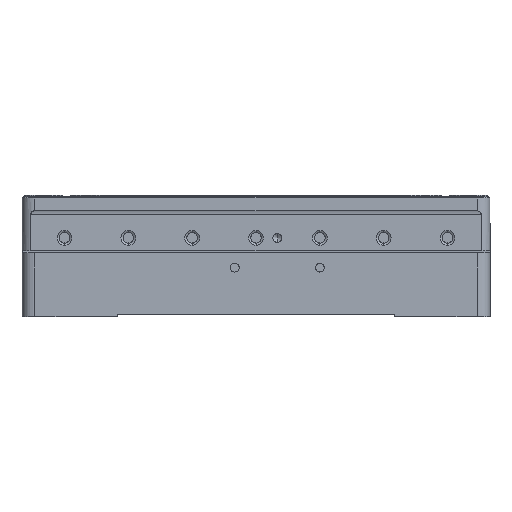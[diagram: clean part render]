
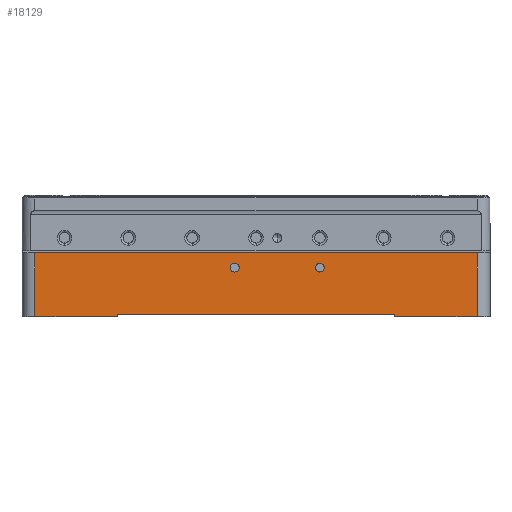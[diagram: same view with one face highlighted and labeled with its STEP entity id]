
A CAD part, front view. The second image highlights one B-rep face of the part: STEP entity #18129.
In plain terms, the highlighted planar face has unit normal (0, -1, 0).
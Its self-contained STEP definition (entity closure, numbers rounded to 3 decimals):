
#49 = EDGE_CURVE ( 'NONE', #26386, #25280, #25111, .T. ) ;
#72 = ORIENTED_EDGE ( 'NONE', *, *, #18410, .T. ) ;
#1218 = VERTEX_POINT ( 'NONE', #24005 ) ;
#1715 = VERTEX_POINT ( 'NONE', #13055 ) ;
#1747 = CARTESIAN_POINT ( 'NONE',  ( -5., -40., -3.5 ) ) ;
#2386 = CARTESIAN_POINT ( 'NONE',  ( -55., -40., 0. ) ) ;
#2719 = EDGE_CURVE ( 'NONE', #31700, #1218, #16888, .T. ) ;
#2772 = DIRECTION ( 'NONE',  ( 0., 1., 0. ) ) ;
#3347 = VECTOR ( 'NONE', #26316, 1000. ) ;
#3427 = VERTEX_POINT ( 'NONE', #7289 ) ;
#3610 = DIRECTION ( 'NONE',  ( 1., 0., 0. ) ) ;
#3785 = VERTEX_POINT ( 'NONE', #32468 ) ;
#4432 = EDGE_LOOP ( 'NONE', ( #13032, #72 ) ) ;
#4688 = LINE ( 'NONE', #7026, #25526 ) ;
#4952 = DIRECTION ( 'NONE',  ( 0., 1., 0. ) ) ;
#5358 = CARTESIAN_POINT ( 'NONE',  ( -5., -40., -4.525 ) ) ;
#5386 = LINE ( 'NONE', #35277, #15233 ) ;
#5452 = VERTEX_POINT ( 'NONE', #9314 ) ;
#5959 = EDGE_CURVE ( 'NONE', #5452, #17481, #7064, .T. ) ;
#6134 = DIRECTION ( 'NONE',  ( 0., 0., -1. ) ) ;
#6533 = LINE ( 'NONE', #33206, #14440 ) ;
#7026 = CARTESIAN_POINT ( 'NONE',  ( 32.5, -40., 0. ) ) ;
#7064 = CIRCLE ( 'NONE', #32780, 1.025 ) ;
#7289 = CARTESIAN_POINT ( 'NONE',  ( 52., -40., -15. ) ) ;
#7810 = DIRECTION ( 'NONE',  ( 0., 0., -1. ) ) ;
#8240 = FACE_BOUND ( 'NONE', #4432, .T. ) ;
#8329 = AXIS2_PLACEMENT_3D ( 'NONE', #21060, #29455, #31793 ) ;
#8625 = VERTEX_POINT ( 'NONE', #5358 ) ;
#8862 = DIRECTION ( 'NONE',  ( 0., 0., 1. ) ) ;
#9060 = EDGE_CURVE ( 'NONE', #17481, #5452, #12903, .T. ) ;
#9077 = DIRECTION ( 'NONE',  ( 0., 0., -1. ) ) ;
#9169 = CARTESIAN_POINT ( 'NONE',  ( 52., -40., 34.527 ) ) ;
#9314 = CARTESIAN_POINT ( 'NONE',  ( 15., -40., -2.475 ) ) ;
#9769 = VECTOR ( 'NONE', #12073, 1000. ) ;
#9865 = EDGE_CURVE ( 'NONE', #25280, #32873, #4688, .T. ) ;
#10030 = EDGE_CURVE ( 'NONE', #3427, #32873, #5386, .T. ) ;
#10789 = VECTOR ( 'NONE', #6134, 1000. ) ;
#11606 = ORIENTED_EDGE ( 'NONE', *, *, #9060, .T. ) ;
#12073 = DIRECTION ( 'NONE',  ( -1., 0., 0. ) ) ;
#12150 = VERTEX_POINT ( 'NONE', #27504 ) ;
#12609 = LINE ( 'NONE', #15107, #9769 ) ;
#12903 = CIRCLE ( 'NONE', #8329, 1.025 ) ;
#13006 = ORIENTED_EDGE ( 'NONE', *, *, #22353, .F. ) ;
#13032 = ORIENTED_EDGE ( 'NONE', *, *, #30514, .T. ) ;
#13055 = CARTESIAN_POINT ( 'NONE',  ( -5., -40., -2.475 ) ) ;
#13348 = DIRECTION ( 'NONE',  ( 0., 0., -1. ) ) ;
#13503 = EDGE_LOOP ( 'NONE', ( #28556, #21558, #17259, #35373, #31564, #20673, #29719, #13006 ) ) ;
#13614 = PLANE ( 'NONE',  #18183 ) ;
#14369 = CARTESIAN_POINT ( 'NONE',  ( -55., -40., -14.5 ) ) ;
#14440 = VECTOR ( 'NONE', #8862, 1000. ) ;
#14456 = FACE_BOUND ( 'NONE', #25432, .T. ) ;
#15107 = CARTESIAN_POINT ( 'NONE',  ( -55., -40., -15. ) ) ;
#15233 = VECTOR ( 'NONE', #27224, 1000. ) ;
#15707 = EDGE_CURVE ( 'NONE', #3785, #31700, #26809, .T. ) ;
#16496 = CIRCLE ( 'NONE', #25058, 1.025 ) ;
#16888 = LINE ( 'NONE', #2386, #3347 ) ;
#17259 = ORIENTED_EDGE ( 'NONE', *, *, #9865, .T. ) ;
#17374 = CIRCLE ( 'NONE', #21936, 1.025 ) ;
#17481 = VERTEX_POINT ( 'NONE', #24204 ) ;
#18129 = ADVANCED_FACE ( 'NONE', ( #18975, #14456, #8240 ), #13614, .T. ) ;
#18183 = AXIS2_PLACEMENT_3D ( 'NONE', #25362, #22501, #9077 ) ;
#18410 = EDGE_CURVE ( 'NONE', #1715, #8625, #16496, .T. ) ;
#18975 = FACE_OUTER_BOUND ( 'NONE', #13503, .T. ) ;
#19376 = CARTESIAN_POINT ( 'NONE',  ( -52., -40., 0. ) ) ;
#19728 = CARTESIAN_POINT ( 'NONE',  ( 32.5, -40., -15. ) ) ;
#19822 = ORIENTED_EDGE ( 'NONE', *, *, #5959, .T. ) ;
#20354 = EDGE_CURVE ( 'NONE', #1218, #3427, #22256, .T. ) ;
#20673 = ORIENTED_EDGE ( 'NONE', *, *, #2719, .F. ) ;
#20735 = DIRECTION ( 'NONE',  ( 0., 1., 0. ) ) ;
#21060 = CARTESIAN_POINT ( 'NONE',  ( 15., -40., -3.5 ) ) ;
#21075 = CARTESIAN_POINT ( 'NONE',  ( 15., -40., -3.5 ) ) ;
#21558 = ORIENTED_EDGE ( 'NONE', *, *, #49, .T. ) ;
#21936 = AXIS2_PLACEMENT_3D ( 'NONE', #1747, #20735, #28614 ) ;
#22256 = LINE ( 'NONE', #9169, #10789 ) ;
#22353 = EDGE_CURVE ( 'NONE', #12150, #3785, #12609, .T. ) ;
#22501 = DIRECTION ( 'NONE',  ( 0., -1., 0. ) ) ;
#23486 = DIRECTION ( 'NONE',  ( 0., 0., -1. ) ) ;
#24005 = CARTESIAN_POINT ( 'NONE',  ( 52., -40., 0. ) ) ;
#24204 = CARTESIAN_POINT ( 'NONE',  ( 15., -40., -4.525 ) ) ;
#25058 = AXIS2_PLACEMENT_3D ( 'NONE', #26595, #2772, #13348 ) ;
#25111 = LINE ( 'NONE', #14369, #31812 ) ;
#25273 = EDGE_CURVE ( 'NONE', #12150, #26386, #6533, .T. ) ;
#25280 = VERTEX_POINT ( 'NONE', #25332 ) ;
#25332 = CARTESIAN_POINT ( 'NONE',  ( 32.5, -40., -14.5 ) ) ;
#25362 = CARTESIAN_POINT ( 'NONE',  ( -55., -40., 0. ) ) ;
#25432 = EDGE_LOOP ( 'NONE', ( #11606, #19822 ) ) ;
#25526 = VECTOR ( 'NONE', #23486, 1000. ) ;
#26316 = DIRECTION ( 'NONE',  ( 1., 0., 0. ) ) ;
#26386 = VERTEX_POINT ( 'NONE', #32020 ) ;
#26595 = CARTESIAN_POINT ( 'NONE',  ( -5., -40., -3.5 ) ) ;
#26809 = LINE ( 'NONE', #29485, #28322 ) ;
#27224 = DIRECTION ( 'NONE',  ( -1., 0., 0. ) ) ;
#27504 = CARTESIAN_POINT ( 'NONE',  ( -32.5, -40., -15. ) ) ;
#28322 = VECTOR ( 'NONE', #28968, 1000. ) ;
#28556 = ORIENTED_EDGE ( 'NONE', *, *, #25273, .T. ) ;
#28614 = DIRECTION ( 'NONE',  ( 0., 0., -1. ) ) ;
#28968 = DIRECTION ( 'NONE',  ( 0., 0., 1. ) ) ;
#29455 = DIRECTION ( 'NONE',  ( 0., 1., 0. ) ) ;
#29485 = CARTESIAN_POINT ( 'NONE',  ( -52., -40., -43.027 ) ) ;
#29719 = ORIENTED_EDGE ( 'NONE', *, *, #15707, .F. ) ;
#30514 = EDGE_CURVE ( 'NONE', #8625, #1715, #17374, .T. ) ;
#31564 = ORIENTED_EDGE ( 'NONE', *, *, #20354, .F. ) ;
#31700 = VERTEX_POINT ( 'NONE', #19376 ) ;
#31793 = DIRECTION ( 'NONE',  ( 0., 0., -1. ) ) ;
#31812 = VECTOR ( 'NONE', #3610, 1000. ) ;
#32020 = CARTESIAN_POINT ( 'NONE',  ( -32.5, -40., -14.5 ) ) ;
#32468 = CARTESIAN_POINT ( 'NONE',  ( -52., -40., -15. ) ) ;
#32780 = AXIS2_PLACEMENT_3D ( 'NONE', #21075, #4952, #7810 ) ;
#32873 = VERTEX_POINT ( 'NONE', #19728 ) ;
#33206 = CARTESIAN_POINT ( 'NONE',  ( -32.5, -40., 0. ) ) ;
#35277 = CARTESIAN_POINT ( 'NONE',  ( -55., -40., -15. ) ) ;
#35373 = ORIENTED_EDGE ( 'NONE', *, *, #10030, .F. ) ;
